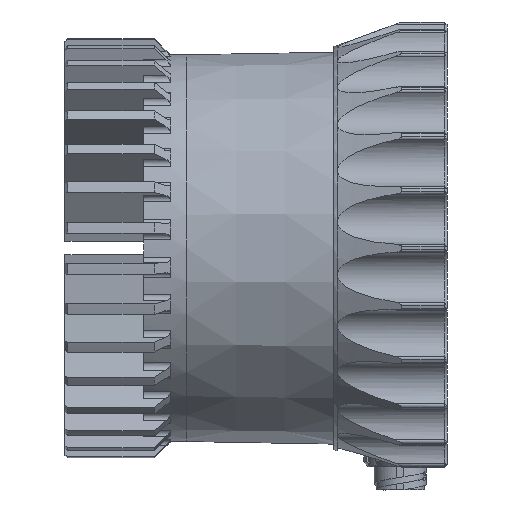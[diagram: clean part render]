
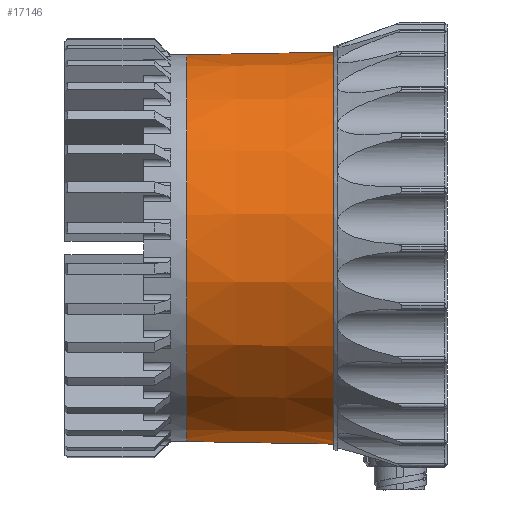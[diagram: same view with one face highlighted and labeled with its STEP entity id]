
A CAD part, left-side view. The second image highlights one B-rep face of the part: STEP entity #17146.
In plain terms, the highlighted conical face has half-angle 1 degrees and reference radius 37.194 mm.
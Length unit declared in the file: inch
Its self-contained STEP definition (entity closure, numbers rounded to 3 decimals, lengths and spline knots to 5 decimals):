
#96 = EDGE_CURVE ( 'NONE', #45645, #32554, #45048, .T. ) ;
#906 = DIRECTION ( 'NONE',  ( 0., -1., 0. ) ) ;
#3602 = DIRECTION ( 'NONE',  ( 0., -1., 0.017 ) ) ;
#5085 = CARTESIAN_POINT ( 'NONE',  ( 0., 1.97244, 0. ) ) ;
#15800 = ORIENTED_EDGE ( 'NONE', *, *, #96, .T. ) ;
#17146 = ADVANCED_FACE ( 'Defeatured_0_4', ( #25465 ), #75876, .T. ) ;
#18828 = DIRECTION ( 'NONE',  ( 0., -1., 0. ) ) ;
#19796 = VECTOR ( 'NONE', #42846, 39.37008 ) ;
#19969 = DIRECTION ( 'NONE',  ( 0., 0., -1. ) ) ;
#22859 = CARTESIAN_POINT ( 'NONE',  ( 0., 0.8563, 1.48381 ) ) ;
#22963 = CARTESIAN_POINT ( 'NONE',  ( 0., 0.8563, -1.48381 ) ) ;
#25465 = FACE_OUTER_BOUND ( 'NONE', #25841, .T. ) ;
#25841 = EDGE_LOOP ( 'NONE', ( #50669, #57671, #15800, #84147 ) ) ;
#32216 = VECTOR ( 'NONE', #3602, 39.37008 ) ;
#32554 = VERTEX_POINT ( 'NONE', #22963 ) ;
#37573 = VERTEX_POINT ( 'NONE', #22859 ) ;
#40218 = CARTESIAN_POINT ( 'NONE',  ( 0., 1.97244, -1.46432 ) ) ;
#41705 = DIRECTION ( 'NONE',  ( 0., 0., -1. ) ) ;
#42846 = DIRECTION ( 'NONE',  ( 0., -1., -0.017 ) ) ;
#43730 = VERTEX_POINT ( 'NONE', #81180 ) ;
#45048 = LINE ( 'NONE', #63929, #19796 ) ;
#45645 = VERTEX_POINT ( 'NONE', #40218 ) ;
#49044 = LINE ( 'NONE', #69928, #32216 ) ;
#50669 = ORIENTED_EDGE ( 'NONE', *, *, #84821, .F. ) ;
#54160 = CARTESIAN_POINT ( 'NONE',  ( 0., 0.8563, 0. ) ) ;
#57671 = ORIENTED_EDGE ( 'NONE', *, *, #76718, .T. ) ;
#57790 = AXIS2_PLACEMENT_3D ( 'NONE', #5085, #18828, #19969 ) ;
#59469 = EDGE_CURVE ( 'Defeatured_0_3+Defeatured_0_4+Defeatured_0_4+Defeatured_0_4', #37573, #32554, #65710, .T. ) ;
#61206 = DIRECTION ( 'NONE',  ( 0., 0., -1. ) ) ;
#63929 = CARTESIAN_POINT ( 'NONE',  ( 0., 1.97244, -1.46432 ) ) ;
#65710 = CIRCLE ( 'NONE', #71057, 1.48381 ) ;
#68095 = CARTESIAN_POINT ( 'NONE',  ( 0., 1.97244, 0. ) ) ;
#69928 = CARTESIAN_POINT ( 'NONE',  ( 0., 1.97244, 1.46432 ) ) ;
#71057 = AXIS2_PLACEMENT_3D ( 'NONE', #54160, #74401, #61206 ) ;
#74401 = DIRECTION ( 'NONE',  ( 0., -1., 0. ) ) ;
#75876 = CONICAL_SURFACE ( 'NONE', #57790, 1.46432, 0.017 ) ;
#76718 = EDGE_CURVE ( 'Defeatured_0_4+Defeatured_0_302+Defeatured_0_302+Defeatured_0_302', #43730, #45645, #78364, .T. ) ;
#78364 = CIRCLE ( 'NONE', #86841, 1.46432 ) ;
#81180 = CARTESIAN_POINT ( 'NONE',  ( 0., 1.97244, 1.46432 ) ) ;
#84147 = ORIENTED_EDGE ( 'NONE', *, *, #59469, .F. ) ;
#84821 = EDGE_CURVE ( 'NONE', #43730, #37573, #49044, .T. ) ;
#86841 = AXIS2_PLACEMENT_3D ( 'NONE', #68095, #906, #41705 ) ;
